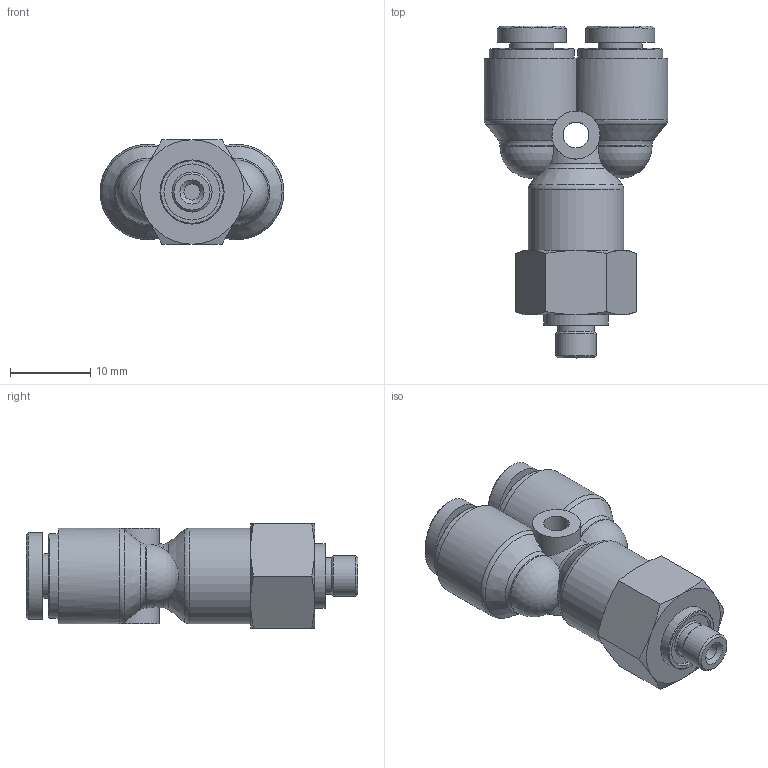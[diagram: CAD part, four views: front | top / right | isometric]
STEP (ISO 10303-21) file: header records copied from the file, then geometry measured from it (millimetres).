
FILE_DESCRIPTION((''),'2;1');
FILE_NAME('HR-PWT 04M5.stp','2020-03-19T16:05:50',('user'),(''),'Autodesk Inventor 2013','Autodesk Inventor 2013','');
FILE_SCHEMA(('AUTOMOTIVE_DESIGN { 1 0 10303 214 1 1 1 1 }'));
Length unit declared in the file: millimetre
Products named in the file (6): 조립품2 (세부 수준1); HR-PY 04 BODY; HR-COLLAR 04; HR-Collar 04L(SUS); HR-SLEEVE 04; HR-PL BODY 04M5
Assembly tree (6 placements, depth 3):
  조립품2 (세부 수준1)
    HR-PY 04 BODY
    HR-COLLAR 04  x2
      HR-Collar 04L(SUS)
      HR-SLEEVE 04
    HR-PL BODY 04M5
Bounding box: 22.9 x 41.4 x 13 mm (x, y, z)
Volume: 4942.1 mm3; surface area: 3915.7 mm2
Topology: 6 solids, 6 shells, 391 faces, 1023 edges, 678 vertices
Faces by surface type: plane 208, bspline 122, cone 27, cylinder 24, torus 8, sphere 2
Full cylindrical faces by diameter (mm): 2 x1, 3.2 x1, 4.179 x2, 4.2 x3, 4.5 x1, 5 x1, 5.5 x2, 6 x2, 7 x1, 8 x1, 10.6 x2, 11.9 x1
Entity records: 7443 total; most frequent: CARTESIAN_POINT 2331, ORIENTED_EDGE 1110, DIRECTION 804, EDGE_CURVE 555, VERTEX_POINT 383, VECTOR 312, LINE 312, EDGE_LOOP 284
